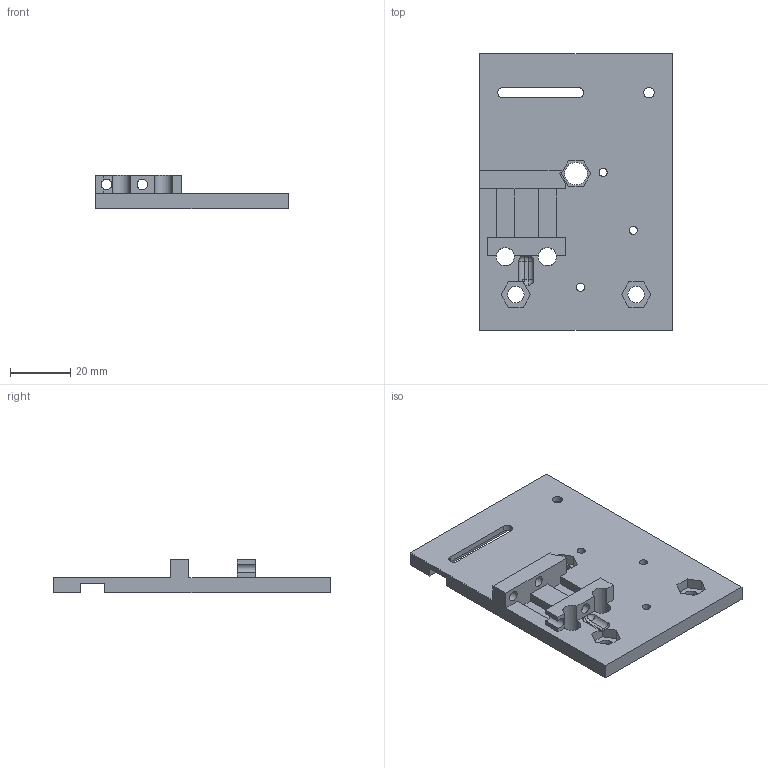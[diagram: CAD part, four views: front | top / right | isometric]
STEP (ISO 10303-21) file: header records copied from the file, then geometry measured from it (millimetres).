
FILE_DESCRIPTION(/* description */ (''),/* implementation_level */ '2;1');
FILE_NAME(/* name */ 'Porta MK10 carro 2.stp',/* time_stamp */ '2024-03-01T00:37:44+01:00',/* author */ ('Javier'),/* organization */ (''),/* preprocessor_version */ 'ST-DEVELOPER v19',/* originating_system */ 'Autodesk Inventor 2023',/* authorisation */ '');
FILE_SCHEMA (('AUTOMOTIVE_DESIGN { 1 0 10303 214 3 1 1 }'));
Length unit declared in the file: millimetre
Products named in the file (1): Porta MK10 v3
Bounding box: 64 x 92 x 11 mm (x, y, z)
Volume: 27479.2 mm3; surface area: 15237.3 mm2
Topology: 1 solids, 1 shells, 78 faces, 221 edges, 146 vertices
Faces by surface type: plane 55, cylinder 19, sphere 4
Full cylindrical faces by diameter (mm): 2.7 x3, 3.5 x4, 5.5 x2, 6 x2, 7.5 x1
Entity records: 2617 total; most frequent: CARTESIAN_POINT 446, ORIENTED_EDGE 442, DIRECTION 428, EDGE_CURVE 221, LINE 172, VECTOR 172, VERTEX_POINT 146, AXIS2_PLACEMENT_3D 128
